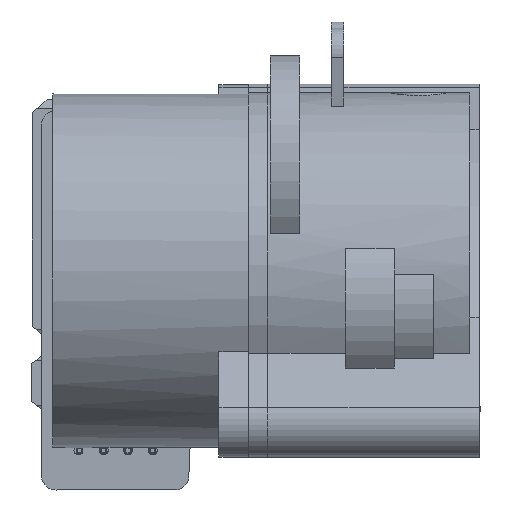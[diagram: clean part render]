
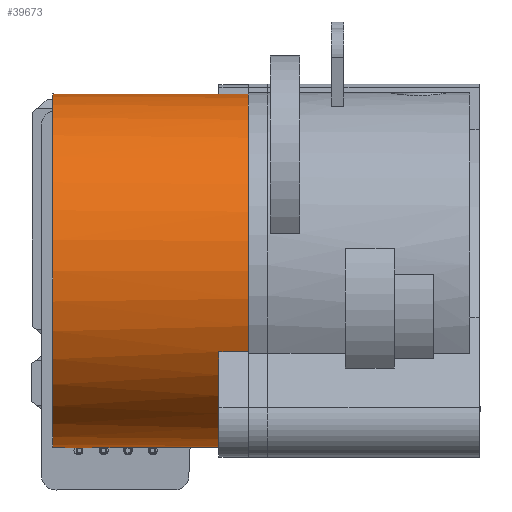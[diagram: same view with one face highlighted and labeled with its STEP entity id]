
A CAD part, left-side view. The second image highlights one B-rep face of the part: STEP entity #39673.
In plain terms, the highlighted cylindrical face has radius 18.1 mm (diameter 36.2 mm), a full revolution.
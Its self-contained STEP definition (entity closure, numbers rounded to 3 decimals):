
#3601=FACE_OUTER_BOUND('',#5932,.T.);
#5932=EDGE_LOOP('',(#27846,#27847,#27848,#27849,#27850,#27851,#27852,#27853,
#27854,#27855,#27856,#27857));
#8541=LINE('',#55047,#13166);
#8542=LINE('',#55052,#13167);
#8543=LINE('',#55056,#13168);
#8544=LINE('',#55060,#13169);
#8545=LINE('',#55063,#13170);
#13166=VECTOR('',#44957,18.1);
#13167=VECTOR('',#44962,1000.);
#13168=VECTOR('',#44965,1000.);
#13169=VECTOR('',#44968,1000.);
#13170=VECTOR('',#44971,1000.);
#17793=CIRCLE('',#42210,18.1);
#17794=CIRCLE('',#42211,18.1);
#17795=CIRCLE('',#42212,18.1);
#17796=CIRCLE('',#42213,18.1);
#17797=CIRCLE('',#42214,18.1);
#17798=CIRCLE('',#42215,18.1);
#18301=VERTEX_POINT('',#55043);
#18302=VERTEX_POINT('',#55044);
#18303=VERTEX_POINT('',#55046);
#18304=VERTEX_POINT('',#55049);
#18305=VERTEX_POINT('',#55051);
#18306=VERTEX_POINT('',#55053);
#18307=VERTEX_POINT('',#55055);
#18308=VERTEX_POINT('',#55057);
#18309=VERTEX_POINT('',#55059);
#18310=VERTEX_POINT('',#55061);
#22043=EDGE_CURVE('',#18301,#18302,#17793,.T.);
#22044=EDGE_CURVE('',#18302,#18303,#8541,.T.);
#22045=EDGE_CURVE('',#18303,#18303,#17794,.T.);
#22046=EDGE_CURVE('',#18302,#18304,#17795,.T.);
#22047=EDGE_CURVE('',#18305,#18304,#8542,.T.);
#22048=EDGE_CURVE('',#18306,#18305,#17796,.T.);
#22049=EDGE_CURVE('',#18306,#18307,#8543,.T.);
#22050=EDGE_CURVE('',#18307,#18308,#17797,.T.);
#22051=EDGE_CURVE('',#18309,#18308,#8544,.T.);
#22052=EDGE_CURVE('',#18310,#18309,#17798,.T.);
#22053=EDGE_CURVE('',#18310,#18301,#8545,.T.);
#27846=ORIENTED_EDGE('',*,*,#22043,.T.);
#27847=ORIENTED_EDGE('',*,*,#22044,.T.);
#27848=ORIENTED_EDGE('',*,*,#22045,.F.);
#27849=ORIENTED_EDGE('',*,*,#22044,.F.);
#27850=ORIENTED_EDGE('',*,*,#22046,.T.);
#27851=ORIENTED_EDGE('',*,*,#22047,.F.);
#27852=ORIENTED_EDGE('',*,*,#22048,.F.);
#27853=ORIENTED_EDGE('',*,*,#22049,.T.);
#27854=ORIENTED_EDGE('',*,*,#22050,.T.);
#27855=ORIENTED_EDGE('',*,*,#22051,.F.);
#27856=ORIENTED_EDGE('',*,*,#22052,.F.);
#27857=ORIENTED_EDGE('',*,*,#22053,.T.);
#39442=CYLINDRICAL_SURFACE('',#42209,18.1);
#39673=ADVANCED_FACE('',(#3601),#39442,.T.);
#42209=AXIS2_PLACEMENT_3D('',#55042,#44953,#44954);
#42210=AXIS2_PLACEMENT_3D('',#55045,#44955,#44956);
#42211=AXIS2_PLACEMENT_3D('',#55048,#44958,#44959);
#42212=AXIS2_PLACEMENT_3D('',#55050,#44960,#44961);
#42213=AXIS2_PLACEMENT_3D('',#55054,#44963,#44964);
#42214=AXIS2_PLACEMENT_3D('',#55058,#44966,#44967);
#42215=AXIS2_PLACEMENT_3D('',#55062,#44969,#44970);
#44953=DIRECTION('center_axis',(0.,0.,1.));
#44954=DIRECTION('ref_axis',(1.,0.,0.));
#44955=DIRECTION('center_axis',(0.,0.,-1.));
#44956=DIRECTION('ref_axis',(-1.,0.,0.));
#44957=DIRECTION('',(0.,0.,-1.));
#44958=DIRECTION('center_axis',(0.,0.,
-1.));
#44959=DIRECTION('ref_axis',(-1.,0.,0.));
#44960=DIRECTION('center_axis',(0.,0.,-1.));
#44961=DIRECTION('ref_axis',(-1.,0.,0.));
#44962=DIRECTION('',(0.,0.,1.));
#44963=DIRECTION('center_axis',(0.,0.,
1.));
#44964=DIRECTION('ref_axis',(0.,-1.,0.));
#44965=DIRECTION('',(0.,0.,1.));
#44966=DIRECTION('center_axis',(0.,0.,-1.));
#44967=DIRECTION('ref_axis',(-1.,0.,0.));
#44968=DIRECTION('',(0.,0.,1.));
#44969=DIRECTION('center_axis',(0.,0.,
1.));
#44970=DIRECTION('ref_axis',(0.,-1.,0.));
#44971=DIRECTION('',(0.,0.,1.));
#55042=CARTESIAN_POINT('Origin',(0.,0.,
-80.616));
#55043=CARTESIAN_POINT('',(-16.082,-8.304,-23.65));
#55044=CARTESIAN_POINT('',(-18.1,0.,-23.65));
#55045=CARTESIAN_POINT('Origin',(0.,0.,
-23.65));
#55046=CARTESIAN_POINT('',(-18.1,0.,-43.65));
#55047=CARTESIAN_POINT('',(-18.1,0.,-80.616));
#55048=CARTESIAN_POINT('Origin',(0.,0.,
-43.65));
#55049=CARTESIAN_POINT('',(8.305,16.083,-23.65));
#55050=CARTESIAN_POINT('Origin',(0.,0.,
-23.65));
#55051=CARTESIAN_POINT('',(8.305,16.083,-26.65));
#55052=CARTESIAN_POINT('',(8.305,16.083,-80.616));
#55053=CARTESIAN_POINT('',(16.083,8.305,-26.65));
#55054=CARTESIAN_POINT('Origin',(0.,0.,
-26.65));
#55055=CARTESIAN_POINT('',(16.083,8.305,-23.65));
#55056=CARTESIAN_POINT('',(16.083,8.305,-80.616));
#55057=CARTESIAN_POINT('',(-8.304,-16.082,-23.65));
#55058=CARTESIAN_POINT('Origin',(0.,0.,
-23.65));
#55059=CARTESIAN_POINT('',(-8.304,-16.082,-26.65));
#55060=CARTESIAN_POINT('',(-8.304,-16.082,-80.616));
#55061=CARTESIAN_POINT('',(-16.082,-8.304,-26.65));
#55062=CARTESIAN_POINT('Origin',(0.,0.,
-26.65));
#55063=CARTESIAN_POINT('',(-16.082,-8.304,-80.616));
